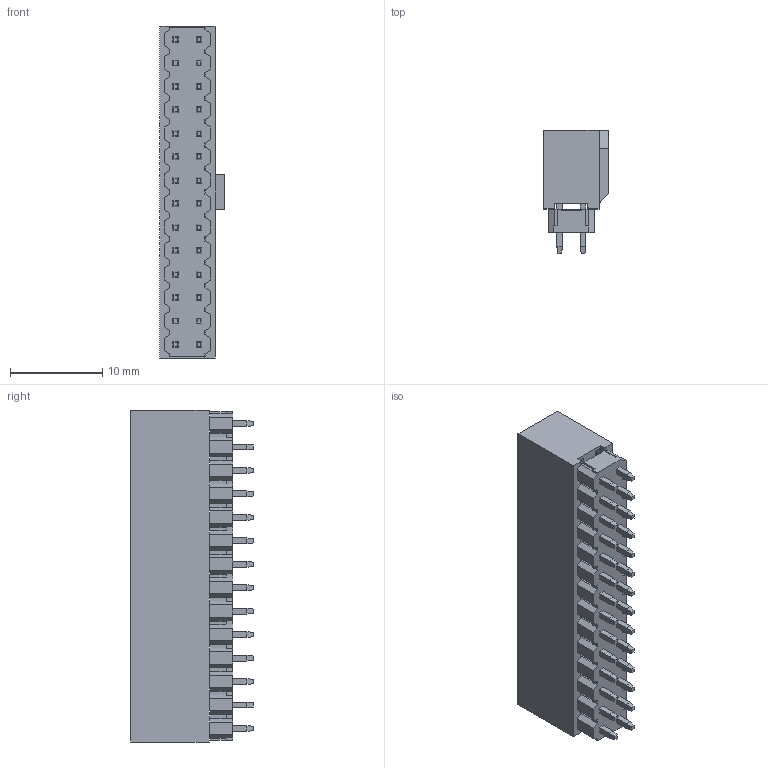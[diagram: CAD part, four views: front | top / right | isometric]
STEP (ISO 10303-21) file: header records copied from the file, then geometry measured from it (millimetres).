
FILE_DESCRIPTION( ('This file contains a STEP AP42 implementation' ,'as created by ZW3D STEP Interface translator.') ,'2;1' );
FILE_NAME( '2185DF1-2XXSXXCYNX1.stp' ,'23 5 5.103547', (''), ('ZWCAD Software Co.'), 'Version 1.0', 'ZW3D to STEP translator', '' );
FILE_SCHEMA(('AUTOMOTIVE_DESIGN { 1 0 10303 214 1 1 1 1 }'));
Length unit declared in the file: millimetre
Products named in the file (2): 0; 2185DF1-220SXXCYNX1
Bounding box: 7 x 13.3 x 35.96 mm (x, y, z)
Volume: 2013.6 mm3; surface area: 3852.2 mm2
Topology: 1 solids, 29 shells, 3153 faces, 9720 edges, 6337 vertices
Faces by surface type: plane 2339, cylinder 730, bspline 84
Entity records: 137434 total; most frequent: CARTESIAN_POINT 62699, ORIENTED_EDGE 19432, EDGE_CURVE 9716, DIRECTION 8244, B_SPLINE_CURVE_WITH_KNOTS 7952, VERTEX_POINT 6328, EDGE_LOOP 3418, AXIS2_PLACEMENT_3D 3406
